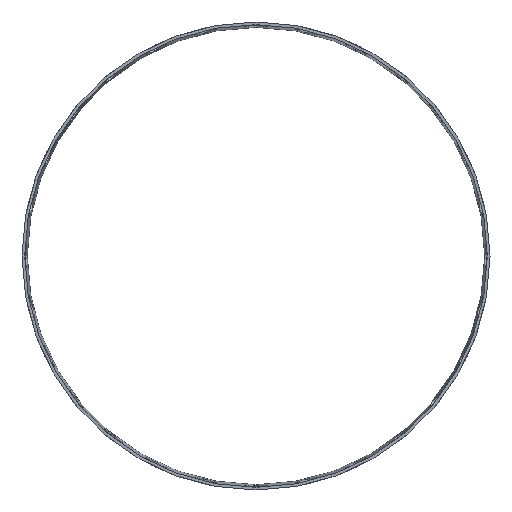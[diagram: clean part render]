
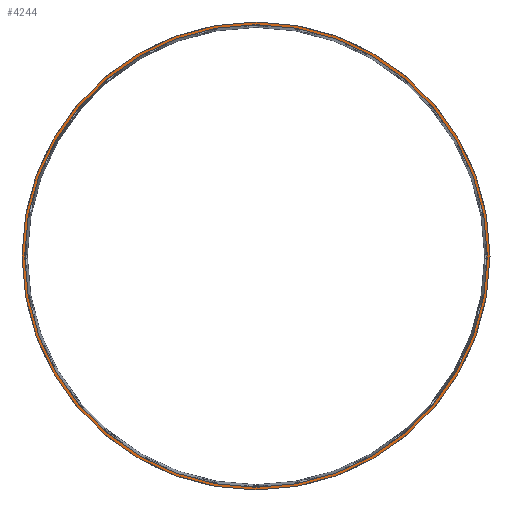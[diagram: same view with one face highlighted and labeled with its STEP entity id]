
A CAD part, top view. The second image highlights one B-rep face of the part: STEP entity #4244.
In plain terms, the highlighted planar face has unit normal (0, 0, 1).
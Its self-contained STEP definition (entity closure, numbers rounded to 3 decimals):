
#1040=FACE_BOUND('',#1324,.T.);
#1095=FACE_OUTER_BOUND('',#1323,.T.);
#1323=EDGE_LOOP('',(#2757));
#1324=EDGE_LOOP('',(#2758));
#1606=CIRCLE('',#4493,69.038);
#1607=CIRCLE('',#4494,68.235);
#1612=VERTEX_POINT('',#6099);
#1613=VERTEX_POINT('',#6101);
#2070=EDGE_CURVE('',#1612,#1612,#1606,.T.);
#2071=EDGE_CURVE('',#1613,#1613,#1607,.T.);
#2757=ORIENTED_EDGE('',*,*,#2070,.F.);
#2758=ORIENTED_EDGE('',*,*,#2071,.F.);
#4131=PLANE('',#4492);
#4244=ADVANCED_FACE('',(#1095,#1040),#4131,.T.);
#4492=AXIS2_PLACEMENT_3D('',#6098,#4952,#4953);
#4493=AXIS2_PLACEMENT_3D('',#6100,#4954,#4955);
#4494=AXIS2_PLACEMENT_3D('',#6102,#4956,#4957);
#4952=DIRECTION('center_axis',(0.,0.,1.));
#4953=DIRECTION('ref_axis',(1.,0.,0.));
#4954=DIRECTION('center_axis',(0.,0.,-1.));
#4955=DIRECTION('ref_axis',(-1.,0.,0.));
#4956=DIRECTION('center_axis',(0.,0.,1.));
#4957=DIRECTION('ref_axis',(-1.,0.,0.));
#6098=CARTESIAN_POINT('Origin',(0.,0.,11.1));
#6099=CARTESIAN_POINT('',(69.038,0.,11.1));
#6100=CARTESIAN_POINT('Origin',(0.,0.,11.1));
#6101=CARTESIAN_POINT('',(68.235,0.,11.1));
#6102=CARTESIAN_POINT('Origin',(0.,0.,11.1));
